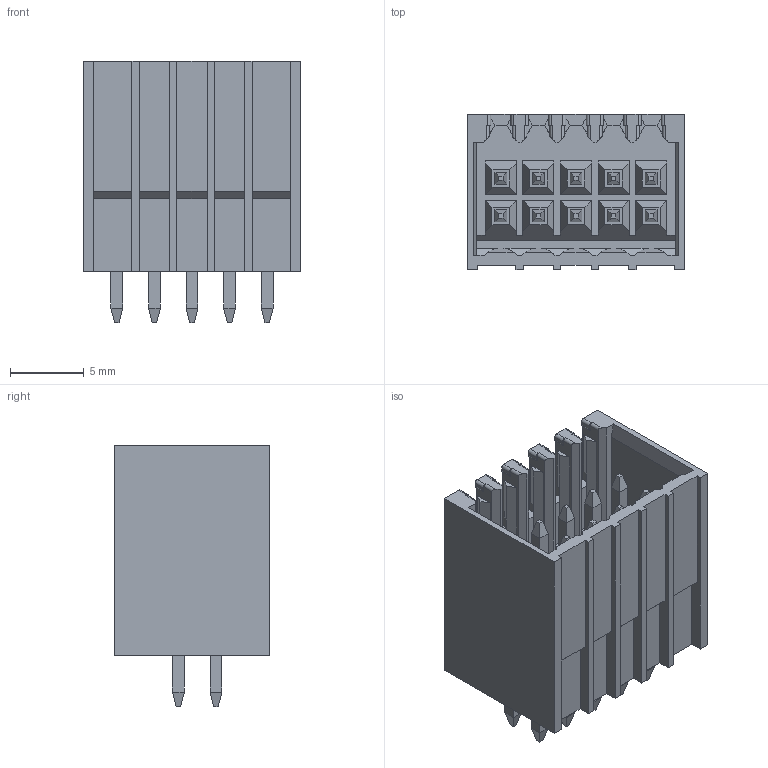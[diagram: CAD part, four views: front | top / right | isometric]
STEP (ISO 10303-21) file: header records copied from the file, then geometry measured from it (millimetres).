
FILE_DESCRIPTION(('FreeCAD Model'),'2;1');
FILE_NAME('DINKLE_0156-10XX.step','2019-10-14T22:09:30',( 'kicad StepUp'),('ksu MCAD'),'Open CASCADE STEP processor 7.3', 'FreeCAD','Unknown');
FILE_SCHEMA(('AUTOMOTIVE_DESIGN { 1 0 10303 214 1 1 1 1 }'));
Length unit declared in the file: millimetre
Products named in the file (1): DINKLE_0156-10XX
Bounding box: 14.66 x 10.5 x 17.7 mm (x, y, z)
Volume: 1258.6 mm3; surface area: 1804.1 mm2
Topology: 1 solids, 1 shells, 460 faces, 1174 edges, 741 vertices
Faces by surface type: plane 425, cylinder 35
Entity records: 13699 total; most frequent: CARTESIAN_POINT 2606, ORIENTED_EDGE 2348, DIRECTION 2131, EDGE_CURVE 1174, LINE 1089, VECTOR 1089, VERTEX_POINT 741, AXIS2_PLACEMENT_3D 521
